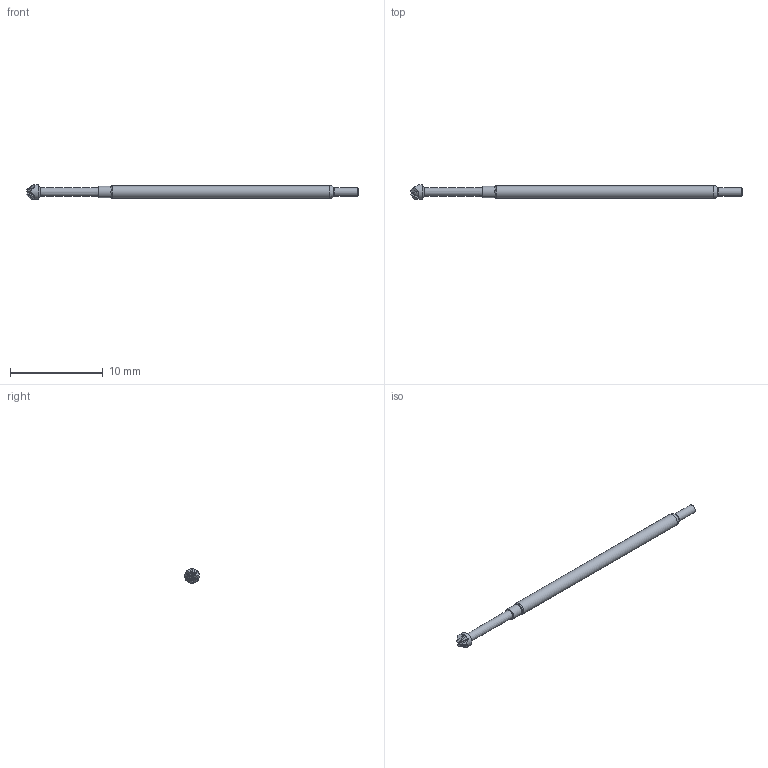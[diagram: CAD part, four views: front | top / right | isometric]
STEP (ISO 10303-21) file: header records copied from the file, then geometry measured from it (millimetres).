
FILE_DESCRIPTION (( 'STEP AP214' ), '1' );
FILE_NAME ('X75-PRP2538_.STEP', '2018-01-22T17:55:52', ( '' ), ( '' ), 'SwSTEP 2.0', 'SolidWorks 2017', '' );
FILE_SCHEMA (( 'AUTOMOTIVE_DESIGN' ));
Length unit declared in the file: inch
Products named in the file (1): X75-PRP2538_
Bounding box: 35.81 x 1.58 x 1.58 mm (x, y, z)
Volume: 44.6 mm3; surface area: 144.1 mm2
Topology: 1 solids, 1 shells, 48 faces, 121 edges, 76 vertices
Faces by surface type: bspline 30, cone 5, plane 5, cylinder 4, torus 4
Full cylindrical faces by diameter (mm): 0.922 x1, 1.232 x1, 1.367 x1, 1.577 x1
Entity records: 6905 total; most frequent: CARTESIAN_POINT 5430, ORIENTED_EDGE 208, EDGE_CURVE 104, B_SPLINE_CURVE_WITH_KNOTS 90, VERTEX_POINT 72, DIRECTION 66, EDGE_LOOP 62, FACE_OUTER_BOUND 56
